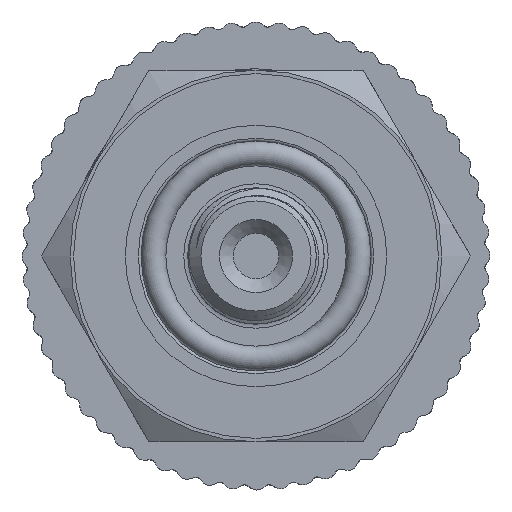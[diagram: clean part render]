
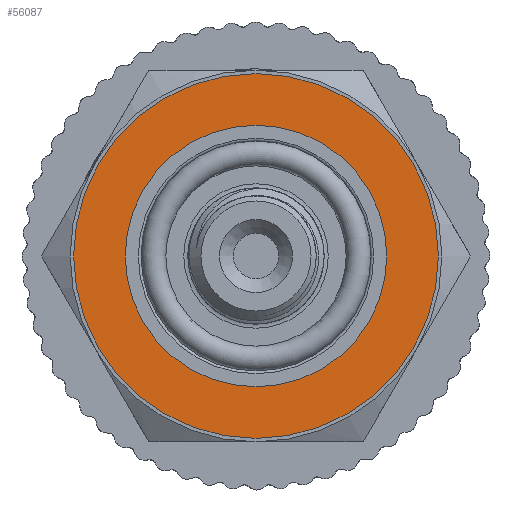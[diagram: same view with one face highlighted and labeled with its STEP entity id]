
A CAD part, left-side view. The second image highlights one B-rep face of the part: STEP entity #56087.
In plain terms, the highlighted planar face has unit normal (-1, 0, 0).
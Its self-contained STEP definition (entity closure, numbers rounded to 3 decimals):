
#5088=PLANE('',#59487);
#7236=FACE_BOUND('',#11876,.T.);
#8316=FACE_OUTER_BOUND('',#11875,.T.);
#11875=EDGE_LOOP('',(#39105));
#11876=EDGE_LOOP('',(#39106));
#15510=CIRCLE('',#59465,13.25);
#15521=CIRCLE('',#59486,9.5);
#23006=VERTEX_POINT('',#93742);
#23019=VERTEX_POINT('',#95373);
#29174=EDGE_CURVE('',#23006,#23006,#15510,.T.);
#29201=EDGE_CURVE('',#23019,#23019,#15521,.T.);
#39105=ORIENTED_EDGE('',*,*,#29174,.T.);
#39106=ORIENTED_EDGE('',*,*,#29201,.T.);
#56087=ADVANCED_FACE('',(#8316,#7236),#5088,.T.);
#59465=AXIS2_PLACEMENT_3D('',#93743,#67606,#67607);
#59486=AXIS2_PLACEMENT_3D('',#95374,#67651,#67652);
#59487=AXIS2_PLACEMENT_3D('',#95376,#67654,#67655);
#67606=DIRECTION('center_axis',(-1.,0.,0.));
#67607=DIRECTION('ref_axis',(0.,1.,0.));
#67651=DIRECTION('center_axis',(1.,0.,0.));
#67652=DIRECTION('ref_axis',(0.,0.,-1.));
#67654=DIRECTION('center_axis',(-1.,0.,0.));
#67655=DIRECTION('ref_axis',(0.,0.,1.));
#93742=CARTESIAN_POINT('',(-48.,-13.25,0.));
#93743=CARTESIAN_POINT('Origin',(-48.,0.,0.));
#95373=CARTESIAN_POINT('',(-48.,-9.5,0.));
#95374=CARTESIAN_POINT('Origin',(-48.,0.,0.));
#95376=CARTESIAN_POINT('Origin',(-48.,13.5,0.));
